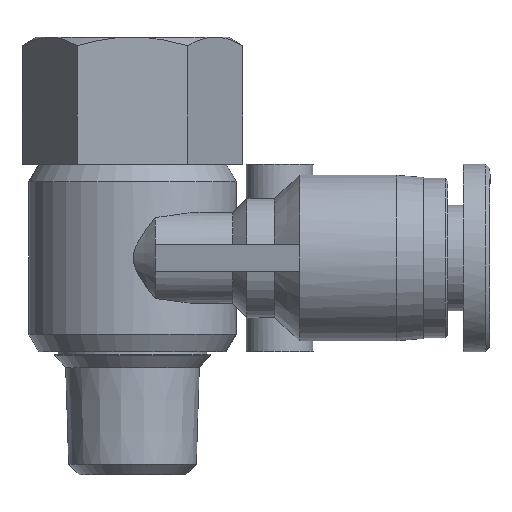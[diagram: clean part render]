
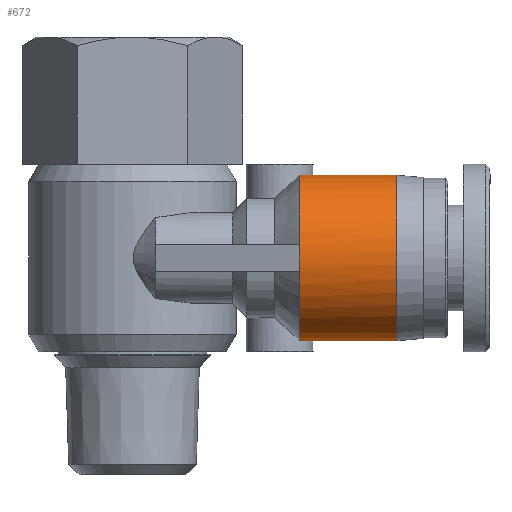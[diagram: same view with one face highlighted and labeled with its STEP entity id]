
A CAD part, front view. The second image highlights one B-rep face of the part: STEP entity #672.
In plain terms, the highlighted cylindrical face has radius 6.2 mm (diameter 12.4 mm), a partial arc.
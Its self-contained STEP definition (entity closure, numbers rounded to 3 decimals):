
#281=CARTESIAN_POINT('',(13.499,-0.052,-1.75));
#282=VERTEX_POINT('',#281);
#290=CARTESIAN_POINT('',(12.5,-2.,-4.737));
#291=VERTEX_POINT('',#290);
#292=CARTESIAN_POINT('',(12.5,-2.0,-4.737));
#293=CARTESIAN_POINT('',(12.628,-1.904,-4.656));
#294=CARTESIAN_POINT('',(12.741,-1.8,-4.563));
#295=CARTESIAN_POINT('',(13.07,-1.443,-4.218));
#296=CARTESIAN_POINT('',(13.215,-1.186,-3.927));
#297=CARTESIAN_POINT('',(13.408,-0.717,-3.27));
#298=CARTESIAN_POINT('',(13.455,-0.505,-2.903));
#299=CARTESIAN_POINT('',(13.492,-0.223,-2.266));
#300=CARTESIAN_POINT('',(13.498,-0.129,-2.011));
#301=CARTESIAN_POINT('',(13.499,-0.052,-1.75));
#302=B_SPLINE_CURVE_WITH_KNOTS('',3,(#292,#293,#294,#295,#296,#297,#298,#299,#300,#301),.UNSPECIFIED.,.F.,.U.,(4,2,2,2,4),(0.882,0.934,1.061,1.187,1.266),.UNSPECIFIED.);
#303=EDGE_CURVE('',#291,#282,#302,.T.);
#380=CARTESIAN_POINT('',(12.5,-2.,4.737));
#381=VERTEX_POINT('',#380);
#393=CARTESIAN_POINT('',(13.499,-0.052,1.75));
#394=VERTEX_POINT('',#393);
#395=CARTESIAN_POINT('',(13.499,-0.052,1.75));
#396=CARTESIAN_POINT('',(13.498,-0.129,2.011));
#397=CARTESIAN_POINT('',(13.492,-0.223,2.266));
#398=CARTESIAN_POINT('',(13.455,-0.505,2.903));
#399=CARTESIAN_POINT('',(13.408,-0.717,3.27));
#400=CARTESIAN_POINT('',(13.215,-1.186,3.927));
#401=CARTESIAN_POINT('',(13.07,-1.443,4.218));
#402=CARTESIAN_POINT('',(12.741,-1.8,4.563));
#403=CARTESIAN_POINT('',(12.628,-1.904,4.656));
#404=CARTESIAN_POINT('',(12.5,-2.0,4.737));
#405=B_SPLINE_CURVE_WITH_KNOTS('',3,(#395,#396,#397,#398,#399,#400,#401,#402,#403,#404),.UNSPECIFIED.,.F.,.U.,(4,2,2,2,4),(1.614,1.693,1.82,1.946,1.998),.UNSPECIFIED.);
#406=EDGE_CURVE('',#394,#381,#405,.T.);
#493=CARTESIAN_POINT('',(19.7,-0.052,1.75));
#494=VERTEX_POINT('',#493);
#495=CARTESIAN_POINT('',(19.7,-0.052,1.75));
#496=DIRECTION('',(-1.0,0.0,0.0));
#497=VECTOR('',#496,6.201);
#498=LINE('',#495,#497);
#499=EDGE_CURVE('',#494,#394,#498,.T.);
#563=CARTESIAN_POINT('',(12.5,-12.119,1.0));
#564=VERTEX_POINT('',#563);
#578=CARTESIAN_POINT('',(12.5,-6.,0.0));
#579=DIRECTION('',(-1.0,0.0,0.0));
#580=DIRECTION('',(0.0,-1.0,0.0));
#581=AXIS2_PLACEMENT_3D('',#578,#579,#580);
#582=CIRCLE('',#581,6.2);
#583=EDGE_CURVE('',#564,#381,#582,.T.);
#621=CARTESIAN_POINT('',(16.1,-6.,0.0));
#622=DIRECTION('',(-1.0,0.,0.0));
#623=DIRECTION('',(0.0,-1.0,0.0));
#624=AXIS2_PLACEMENT_3D('',#621,#622,#623);
#625=CYLINDRICAL_SURFACE('',#624,6.2);
#626=ORIENTED_EDGE('',*,*,#406,.T.);
#627=ORIENTED_EDGE('',*,*,#583,.F.);
#628=CARTESIAN_POINT('',(12.5,-12.2,0.0));
#629=VERTEX_POINT('',#628);
#630=CARTESIAN_POINT('',(12.5,-6.,0.0));
#631=DIRECTION('',(-1.0,0.0,0.0));
#632=DIRECTION('',(0.0,-1.0,0.0));
#633=AXIS2_PLACEMENT_3D('',#630,#631,#632);
#634=CIRCLE('',#633,6.2);
#635=EDGE_CURVE('',#629,#564,#634,.T.);
#636=ORIENTED_EDGE('',*,*,#635,.F.);
#637=CARTESIAN_POINT('',(12.5,-12.119,-1.0));
#638=VERTEX_POINT('',#637);
#639=CARTESIAN_POINT('',(12.5,-6.,0.0));
#640=DIRECTION('',(-1.0,0.0,0.0));
#641=DIRECTION('',(0.0,-1.0,0.0));
#642=AXIS2_PLACEMENT_3D('',#639,#640,#641);
#643=CIRCLE('',#642,6.2);
#644=EDGE_CURVE('',#638,#629,#643,.T.);
#645=ORIENTED_EDGE('',*,*,#644,.F.);
#646=CARTESIAN_POINT('',(12.5,-6.,0.0));
#647=DIRECTION('',(-1.0,0.0,0.0));
#648=DIRECTION('',(0.0,-1.0,0.0));
#649=AXIS2_PLACEMENT_3D('',#646,#647,#648);
#650=CIRCLE('',#649,6.2);
#651=EDGE_CURVE('',#291,#638,#650,.T.);
#652=ORIENTED_EDGE('',*,*,#651,.F.);
#653=ORIENTED_EDGE('',*,*,#303,.T.);
#654=CARTESIAN_POINT('',(19.7,-0.052,-1.75));
#655=VERTEX_POINT('',#654);
#656=CARTESIAN_POINT('',(13.499,-0.052,-1.75));
#657=DIRECTION('',(1.0,0.0,0.0));
#658=VECTOR('',#657,6.201);
#659=LINE('',#656,#658);
#660=EDGE_CURVE('',#282,#655,#659,.T.);
#661=ORIENTED_EDGE('',*,*,#660,.T.);
#662=CARTESIAN_POINT('',(19.7,-6.,0.0));
#663=DIRECTION('',(-1.0,0.0,0.0));
#664=DIRECTION('',(0.0,-1.0,0.0));
#665=AXIS2_PLACEMENT_3D('',#662,#663,#664);
#666=CIRCLE('',#665,6.2);
#667=EDGE_CURVE('',#655,#494,#666,.T.);
#668=ORIENTED_EDGE('',*,*,#667,.T.);
#669=ORIENTED_EDGE('',*,*,#499,.T.);
#670=EDGE_LOOP('',(#626,#627,#636,#645,#652,#653,#661,#668,#669));
#671=FACE_OUTER_BOUND('',#670,.T.);
#672=ADVANCED_FACE('',(#671),#625,.T.);
